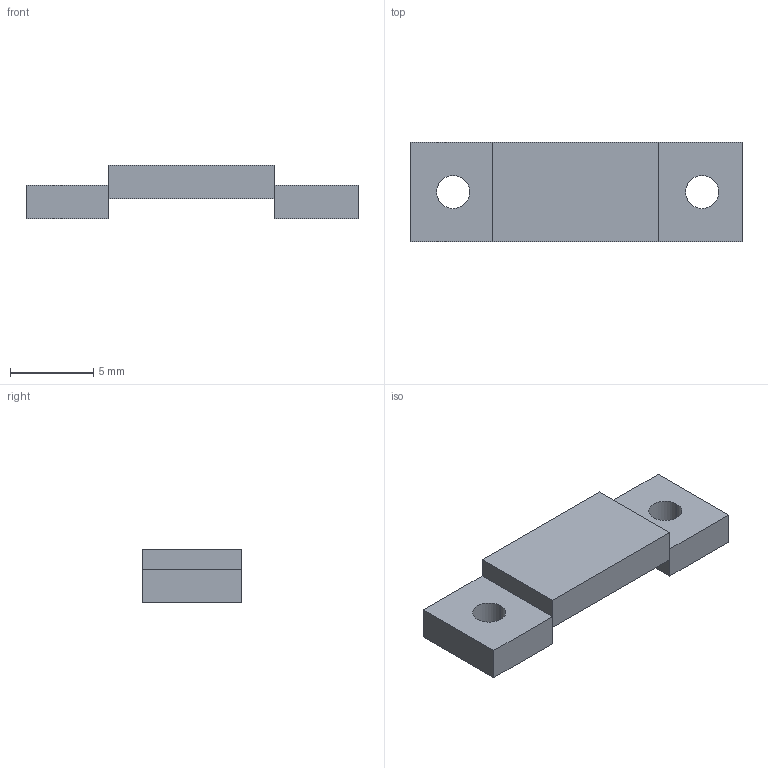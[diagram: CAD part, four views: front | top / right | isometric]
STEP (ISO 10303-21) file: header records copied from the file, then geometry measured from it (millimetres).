
FILE_DESCRIPTION(/* description */ (''),/* implementation_level */ '2;1');
FILE_NAME(/* name */ 'cable-clip-1',/* time_stamp */ '2024-12-20T23:07:08Z',/* author */ (''),/* organization */ (''),/* preprocessor_version */ 'ST-DEVELOPER v19.2',/* originating_system */ 'Rhino 8.14',/* authorisation */ '');
FILE_SCHEMA (('AP242_MANAGED_MODEL_BASED_3D_ENGINEERING_MIM_LF { 1 0 10303 442 3 1 4 }'));
Length unit declared in the file: millimetre
Products named in the file (1): Document
Bounding box: 20 x 6 x 3.2 mm (x, y, z)
Volume: 227.4 mm3; surface area: 404.6 mm2
Topology: 3 solids, 3 shells, 22 faces, 48 edges, 32 vertices
Faces by surface type: plane 18, cylinder 4
Entity records: 587 total; most frequent: CARTESIAN_POINT 160, ORIENTED_EDGE 96, EDGE_CURVE 48, DIRECTION 42, B_SPLINE_CURVE_WITH_KNOTS 40, VERTEX_POINT 32, AXIS2_PLACEMENT_3D 32, EDGE_LOOP 26
